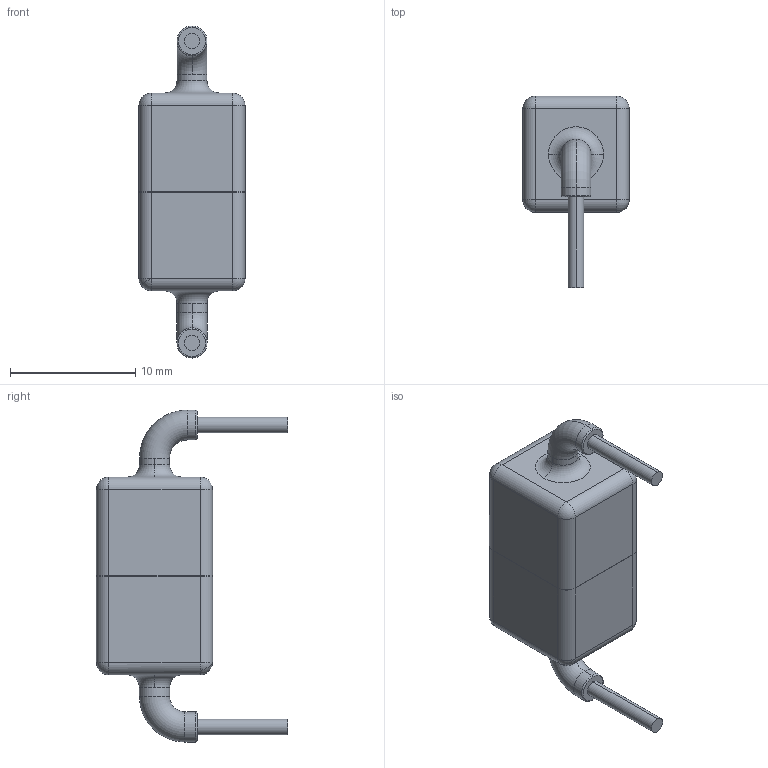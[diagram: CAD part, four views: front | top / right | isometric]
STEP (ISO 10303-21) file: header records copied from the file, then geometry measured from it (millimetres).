
FILE_DESCRIPTION (( 'STEP AP203' ), '1' );
FILE_NAME ('PTVS3-Hv.STEP', '2014-09-05T23:29:09', ( 'leader' ), ( '' ), 'SwSTEP 2.0', 'SolidWorks 2012', '' );
FILE_SCHEMA (( 'CONFIG_CONTROL_DESIGN' ));
Length unit declared in the file: millimetre
Products named in the file (1): PTVS3-Hv
Bounding box: 8.5 x 15.3 x 26.55 mm (x, y, z)
Volume: 1301.5 mm3; surface area: 810.1 mm2
Topology: 1 solids, 1 shells, 72 faces, 145 edges, 79 vertices
Faces by surface type: cylinder 33, plane 14, torus 12, sphere 9, bspline 4
Entity records: 1958 total; most frequent: CARTESIAN_POINT 380, DIRECTION 353, ORIENTED_EDGE 290, AXIS2_PLACEMENT_3D 150, EDGE_CURVE 145, CIRCLE 81, VERTEX_POINT 79, EDGE_LOOP 76
